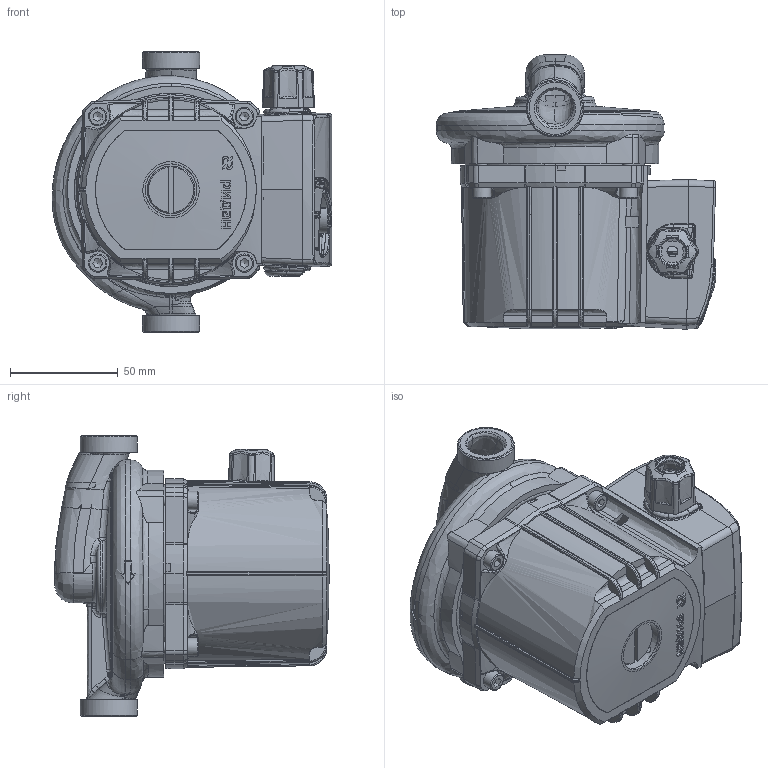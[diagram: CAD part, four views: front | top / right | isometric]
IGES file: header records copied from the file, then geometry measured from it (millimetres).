
Global section: file name: 015P1203 (RWS 15-90S 130); native system: AutoCAD 2021 — Русский (Russian),62HAutod; preprocessor: esk Translation Framework DWG producer (atf_dwg_producer); organization: unknown; date: 20240903.221821; units: millimetre
Bounding box: 129.64 x 127.05 x 130 mm (x, y, z)
Volume: 231550.3 mm3; surface area: 189019.7 mm2
Topology: 33 solids, 33 shells, 2746 faces, 15969 edges, 13722 vertices
Faces by surface type: bspline 2524, revolution 222
